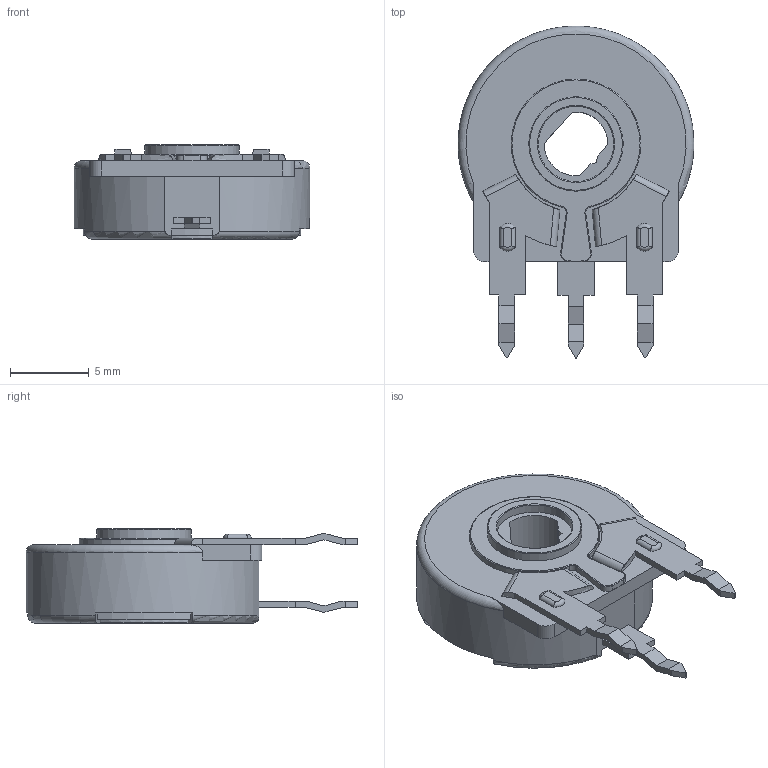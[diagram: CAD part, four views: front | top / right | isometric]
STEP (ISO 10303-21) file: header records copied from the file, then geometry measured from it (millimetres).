
FILE_DESCRIPTION(/* description */ ('Unknown'),/* implementation_level */ '2;1');
FILE_NAME(/* name */ 'PT15NH06-501A2020',/* time_stamp */ '2025-12-03T12:39:00+02:00',/* author */ ('Unknown'),/* organization */ ('Unknown'),/* preprocessor_version */ 'ST-DEVELOPER v19.4',/* originating_system */ 'Solid Edge',/* authorisation */ 'Unknown');
FILE_SCHEMA (('AUTOMOTIVE_DESIGN {1 0 10303 214 3 1 1}'));
Length unit declared in the file: millimetre
Products named in the file (1): PT15NH06-501A2020
Bounding box: 15 x 21.1 x 6 mm (x, y, z)
Volume: 845.6 mm3; surface area: 771.1 mm2
Topology: 1 solids, 1 shells, 153 faces, 412 edges, 268 vertices
Faces by surface type: plane 92, cylinder 42, torus 18, cone 1
Full cylindrical faces by diameter (mm): 4.8 x1, 6 x1, 8.25 x1
Entity records: 5830 total; most frequent: CARTESIAN_POINT 909, ORIENTED_EDGE 802, DIRECTION 782, EDGE_CURVE 401, LINE 272, VECTOR 272, VERTEX_POINT 264, AXIS2_PLACEMENT_3D 255
